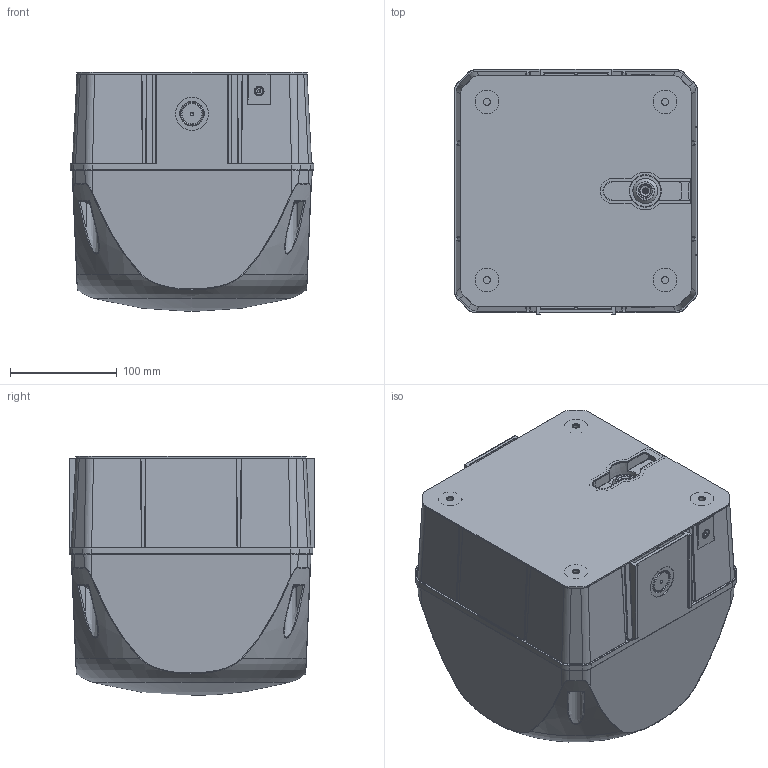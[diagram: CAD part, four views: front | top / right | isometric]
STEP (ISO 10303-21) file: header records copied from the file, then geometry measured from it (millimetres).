
FILE_DESCRIPTION(/* description */ (''),/* implementation_level */ '2;1');
FILE_NAME(/* name */ 'QDX.stp',/* time_stamp */ '2014-05-26T13:22:20+02:00',/* author */ (''),/* organization */ (''),/* preprocessor_version */ 'ST-DEVELOPER v11',/* originating_system */ 'SIEMENS PLM Software NX 7.5',/* authorisation */ '');
FILE_SCHEMA (('AUTOMOTIVE_DESIGN { 1 0 10303 214 1 1 1 1 }'));
Length unit declared in the file: millimetre
Products named in the file (1): m.ne90286c2u
Bounding box: 228.4 x 230.2 x 224.16 mm (x, y, z)
Volume: 9962177.8 mm3; surface area: 374736 mm2
Topology: 2 solids, 4 shells, 1442 faces, 3341 edges, 1832 vertices
Faces by surface type: cylinder 528, plane 345, bspline 277, torus 132, sphere 96, cone 64
Full cylindrical faces by diameter (mm): 3 x1, 4 x1, 4.3 x1, 6.3 x1, 6.5 x8, 10 x4, 22.7 x4, 31 x1
Entity records: 47940 total; most frequent: CARTESIAN_POINT 17501, DIRECTION 6569, ORIENTED_EDGE 6166, EDGE_CURVE 3083, AXIS2_PLACEMENT_3D 2671, VERTEX_POINT 1787, EDGE_LOOP 1590, ADVANCED_FACE 1442
